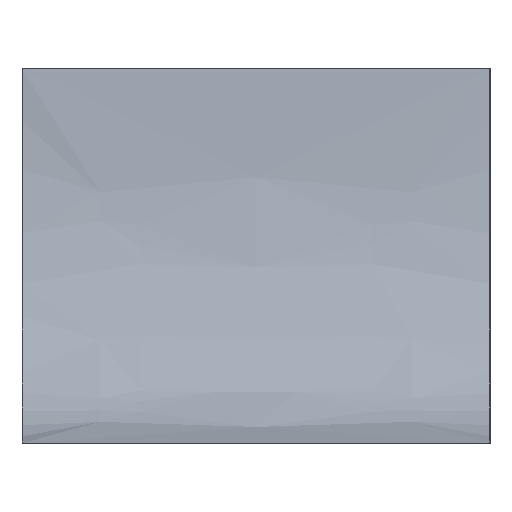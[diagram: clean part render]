
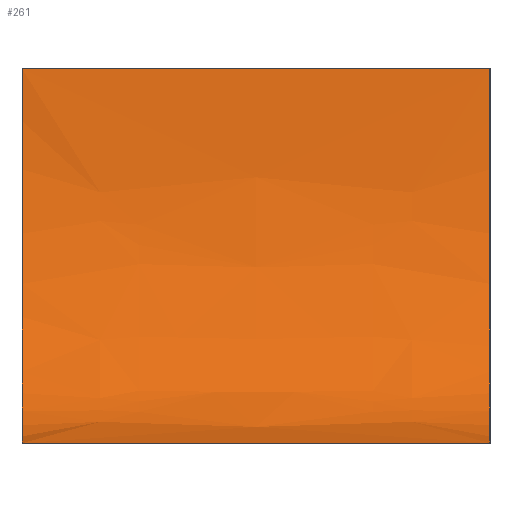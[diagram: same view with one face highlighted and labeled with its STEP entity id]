
A CAD part, left-side view. The second image highlights one B-rep face of the part: STEP entity #261.
In plain terms, the highlighted face is a extrusion surface.
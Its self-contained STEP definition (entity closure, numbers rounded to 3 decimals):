
#261=ADVANCED_FACE('',(#511),#513,.T.);
#511=FACE_BOUND('',#512,.T.);
#512=EDGE_LOOP('',(#702,#703,#704,#705));
#513=SURFACE_OF_LINEAR_EXTRUSION('',#514,#515);
#514=B_SPLINE_CURVE_WITH_KNOTS('',2,
(#706,#707,#708),
.UNSPECIFIED.,.F.,.F.,
(3,3),
(0.,1.),
.UNSPECIFIED.);
#515=VECTOR('',#516,0.5);
#516=DIRECTION('',(0.,1.,0.));
#702=ORIENTED_EDGE('',*,*,#816,.T.);
#703=ORIENTED_EDGE('',*,*,#817,.T.);
#704=ORIENTED_EDGE('',*,*,#818,.F.);
#705=ORIENTED_EDGE('',*,*,#813,.F.);
#706=CARTESIAN_POINT('',(-0.75,-0.25,0.));
#707=CARTESIAN_POINT('',(-0.525,-0.25,0.023));
#708=CARTESIAN_POINT('',(-0.5,-0.25,0.4));
#813=EDGE_CURVE('',#867,#869,#870,.T.);
#816=EDGE_CURVE('',#867,#874,#875,.T.);
#817=EDGE_CURVE('',#874,#876,#877,.T.);
#818=EDGE_CURVE('',#869,#876,#878,.T.);
#867=VERTEX_POINT('',#957);
#869=VERTEX_POINT('',#961);
#870=LINE('',#962,#963);
#874=VERTEX_POINT('',#972);
#875=B_SPLINE_CURVE_WITH_KNOTS('',2,
(#973,#974,#975),
.UNSPECIFIED.,.F.,.F.,
(3,3),
(0.,1.),
.UNSPECIFIED.);
#876=VERTEX_POINT('',#976);
#877=LINE('',#977,#978);
#878=B_SPLINE_CURVE_WITH_KNOTS('',2,
(#980,#981,#982),
.UNSPECIFIED.,.F.,.F.,
(3,3),
(0.,1.),
.UNSPECIFIED.);
#957=CARTESIAN_POINT('',(-0.75,-0.25,0.));
#961=CARTESIAN_POINT('',(-0.75,0.25,0.));
#962=CARTESIAN_POINT('',(-0.75,-0.25,0.));
#963=VECTOR('',#964,1.);
#964=DIRECTION('',(0.,1.,0.));
#972=CARTESIAN_POINT('',(-0.5,-0.25,0.4));
#973=CARTESIAN_POINT('',(-0.75,-0.25,0.));
#974=CARTESIAN_POINT('',(-0.525,-0.25,0.023));
#975=CARTESIAN_POINT('',(-0.5,-0.25,0.4));
#976=CARTESIAN_POINT('',(-0.5,0.25,0.4));
#977=CARTESIAN_POINT('',(-0.5,-0.25,0.4));
#978=VECTOR('',#979,1.);
#979=DIRECTION('',(0.,1.,0.));
#980=CARTESIAN_POINT('',(-0.75,0.25,0.));
#981=CARTESIAN_POINT('',(-0.525,0.25,0.023));
#982=CARTESIAN_POINT('',(-0.5,0.25,0.4));
